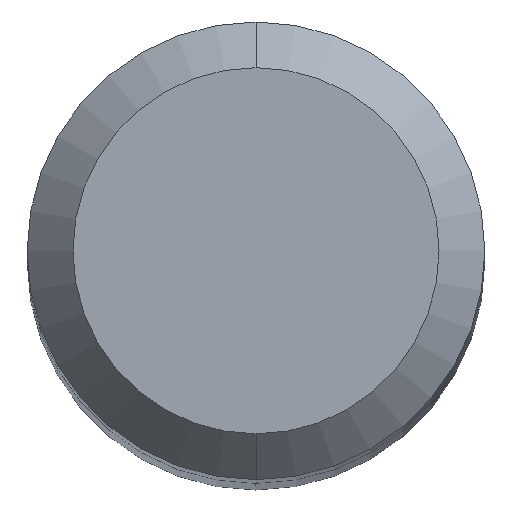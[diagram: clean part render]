
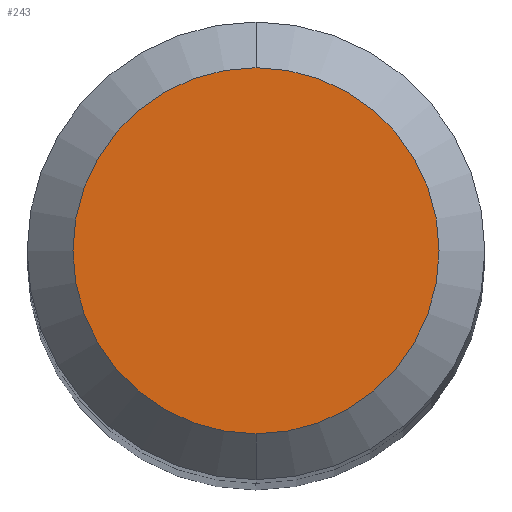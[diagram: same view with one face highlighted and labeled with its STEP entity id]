
A CAD part, top view. The second image highlights one B-rep face of the part: STEP entity #243.
In plain terms, the highlighted planar face has unit normal (0, 0, 1).
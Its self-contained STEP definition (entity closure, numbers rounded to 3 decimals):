
#9 = VERTEX_POINT ( 'NONE', #107 ) ;
#27 = CIRCLE ( 'NONE', #222, 4. ) ;
#44 = EDGE_LOOP ( 'NONE', ( #239, #62 ) ) ;
#47 = DIRECTION ( 'NONE',  ( 0., 1., 0. ) ) ;
#62 = ORIENTED_EDGE ( 'NONE', *, *, #211, .F. ) ;
#64 = EDGE_CURVE ( 'NONE', #220, #9, #98, .T. ) ;
#78 = CARTESIAN_POINT ( 'NONE',  ( 0., 4., 133. ) ) ;
#98 = CIRCLE ( 'NONE', #318, 4. ) ;
#100 = DIRECTION ( 'NONE',  ( 0., 0., -1. ) ) ;
#107 = CARTESIAN_POINT ( 'NONE',  ( 0., -4., 133. ) ) ;
#133 = FACE_OUTER_BOUND ( 'NONE', #44, .T. ) ;
#153 = DIRECTION ( 'NONE',  ( 0., 0., -1. ) ) ;
#211 = EDGE_CURVE ( 'NONE', #9, #220, #27, .T. ) ;
#215 = AXIS2_PLACEMENT_3D ( 'NONE', #229, #100, #235 ) ;
#220 = VERTEX_POINT ( 'NONE', #78 ) ;
#222 = AXIS2_PLACEMENT_3D ( 'NONE', #271, #153, #308 ) ;
#229 = CARTESIAN_POINT ( 'NONE',  ( 0., 0., 133. ) ) ;
#235 = DIRECTION ( 'NONE',  ( 0., 1., 0. ) ) ;
#236 = CARTESIAN_POINT ( 'NONE',  ( 0., 0., 133. ) ) ;
#239 = ORIENTED_EDGE ( 'NONE', *, *, #64, .F. ) ;
#243 = ADVANCED_FACE ( 'NONE', ( #133 ), #335, .F. ) ;
#271 = CARTESIAN_POINT ( 'NONE',  ( 0., 0., 133. ) ) ;
#276 = DIRECTION ( 'NONE',  ( 0., 0., -1. ) ) ;
#308 = DIRECTION ( 'NONE',  ( 0., 1., 0. ) ) ;
#318 = AXIS2_PLACEMENT_3D ( 'NONE', #236, #276, #47 ) ;
#335 = PLANE ( 'NONE',  #215 ) ;
